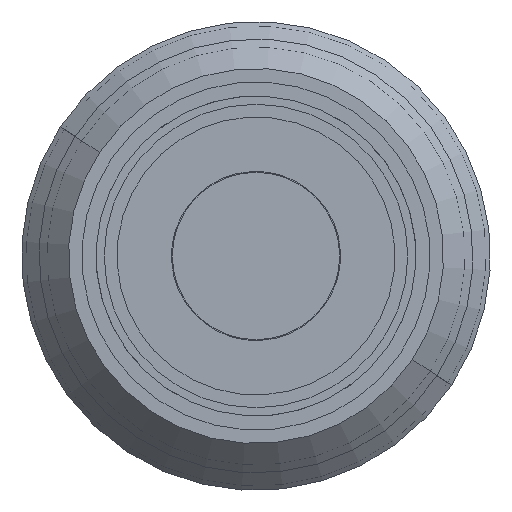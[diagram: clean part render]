
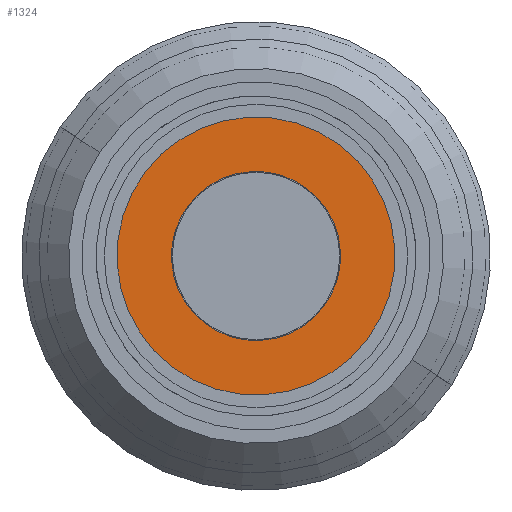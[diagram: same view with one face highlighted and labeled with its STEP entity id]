
A CAD part, front view. The second image highlights one B-rep face of the part: STEP entity #1324.
In plain terms, the highlighted planar face has unit normal (0, -1, 0).
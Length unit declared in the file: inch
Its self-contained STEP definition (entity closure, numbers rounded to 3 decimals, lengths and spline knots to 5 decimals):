
#158 = CARTESIAN_POINT ( 'NONE',  ( -0.1381, 2.45743, 0.21139 ) ) ;
#162 = CARTESIAN_POINT ( 'NONE',  ( -0.22698, 2.45743, 0.34743 ) ) ;
#163 = CARTESIAN_POINT ( 'NONE',  ( 0.22698, 2.45743, -0.34743 ) ) ;
#168 = CARTESIAN_POINT ( 'NONE',  ( 0.1381, 2.45743, -0.21139 ) ) ;
#329 = AXIS2_PLACEMENT_3D ( 'NONE', #1402, #1545, #1543 ) ;
#358 = AXIS2_PLACEMENT_3D ( 'NONE', #626, #625, #624 ) ;
#359 = AXIS2_PLACEMENT_3D ( 'NONE', #632, #630, #629 ) ;
#384 = AXIS2_PLACEMENT_3D ( 'NONE', #782, #781, #779 ) ;
#386 = AXIS2_PLACEMENT_3D ( 'NONE', #795, #794, #791 ) ;
#606 = CIRCLE ( 'NONE', #384, 0.2525 ) ;
#609 = CIRCLE ( 'NONE', #386, 0.415 ) ;
#624 = DIRECTION ( 'NONE',  ( -0.547, 0., 0.837 ) ) ;
#625 = DIRECTION ( 'NONE',  ( 0., -1., 0. ) ) ;
#626 = CARTESIAN_POINT ( 'NONE',  ( 0., 2.45743, 0. ) ) ;
#629 = DIRECTION ( 'NONE',  ( -0.547, 0., 0.837 ) ) ;
#630 = DIRECTION ( 'NONE',  ( 0., -1., 0. ) ) ;
#632 = CARTESIAN_POINT ( 'NONE',  ( 0., 2.45743, 0. ) ) ;
#779 = DIRECTION ( 'NONE',  ( -0.547, 0., 0.837 ) ) ;
#781 = DIRECTION ( 'NONE',  ( 0., -1., 0. ) ) ;
#782 = CARTESIAN_POINT ( 'NONE',  ( 0., 2.45743, 0. ) ) ;
#791 = DIRECTION ( 'NONE',  ( -0.547, 0., 0.837 ) ) ;
#794 = DIRECTION ( 'NONE',  ( 0., -1., 0. ) ) ;
#795 = CARTESIAN_POINT ( 'NONE',  ( 0., 2.45743, 0. ) ) ;
#957 = FACE_BOUND ( 'NONE', #1214, .T. ) ;
#960 = FACE_OUTER_BOUND ( 'NONE', #1241, .T. ) ;
#1009 = CIRCLE ( 'NONE', #358, 0.415 ) ;
#1010 = CIRCLE ( 'NONE', #359, 0.2525 ) ;
#1171 = EDGE_CURVE ( 'NONE', #1768, #1767, #609, .T. ) ;
#1175 = EDGE_CURVE ( 'NONE', #1762, #1771, #606, .T. ) ;
#1212 = EDGE_CURVE ( 'NONE', #1771, #1762, #1010, .T. ) ;
#1213 = EDGE_CURVE ( 'NONE', #1767, #1768, #1009, .T. ) ;
#1214 = EDGE_LOOP ( 'NONE', ( #1995, #1996 ) ) ;
#1241 = EDGE_LOOP ( 'NONE', ( #1993, #1994 ) ) ;
#1324 = ADVANCED_FACE ( 'NONE', ( #960, #957 ), #1547, .T. ) ;
#1402 = CARTESIAN_POINT ( 'NONE',  ( 0., 2.45743, 0. ) ) ;
#1543 = DIRECTION ( 'NONE',  ( -0.547, 0., 0.837 ) ) ;
#1545 = DIRECTION ( 'NONE',  ( 0., -1., 0. ) ) ;
#1547 = PLANE ( 'NONE',  #329 ) ;
#1762 = VERTEX_POINT ( 'NONE', #168 ) ;
#1767 = VERTEX_POINT ( 'NONE', #163 ) ;
#1768 = VERTEX_POINT ( 'NONE', #162 ) ;
#1771 = VERTEX_POINT ( 'NONE', #158 ) ;
#1993 = ORIENTED_EDGE ( 'NONE', *, *, #1213, .T. ) ;
#1994 = ORIENTED_EDGE ( 'NONE', *, *, #1171, .T. ) ;
#1995 = ORIENTED_EDGE ( 'NONE', *, *, #1175, .F. ) ;
#1996 = ORIENTED_EDGE ( 'NONE', *, *, #1212, .F. ) ;
